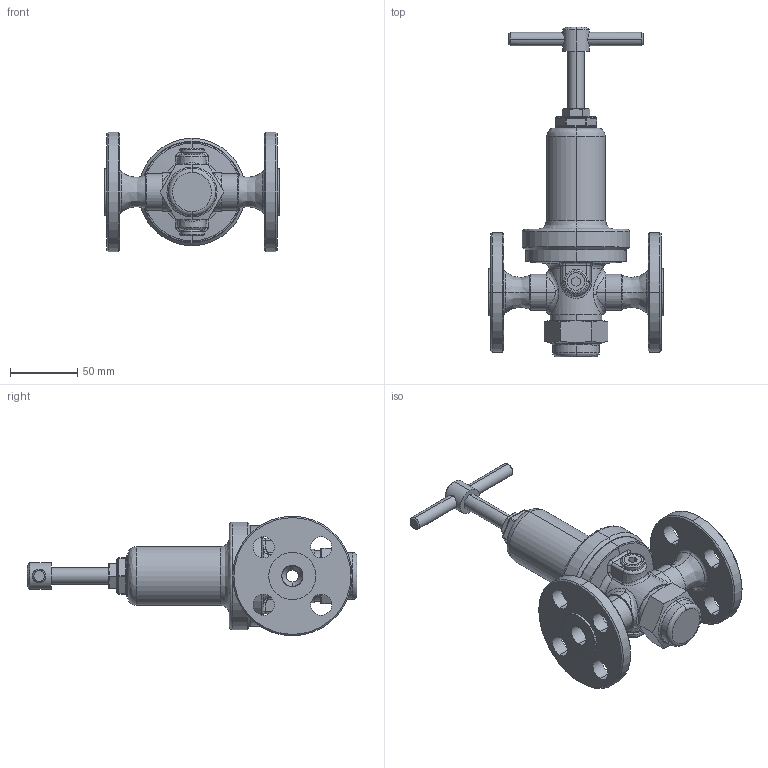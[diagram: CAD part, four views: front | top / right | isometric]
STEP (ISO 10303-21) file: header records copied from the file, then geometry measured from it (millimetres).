
FILE_DESCRIPTION (( 'STEP AP203' ), '1' );
FILE_NAME ('Typ_70-BG_0-A012-SKK-F.STEP', '2021-03-11T06:25:08', ( '' ), ( '' ), 'SwSTEP 2.0', 'SolidWorks 2016', '' );
FILE_SCHEMA (( 'CONFIG_CONTROL_DESIGN' ));
Length unit declared in the file: millimetre
Products named in the file (1): Typ_70-BG_0-A012-SKK-F
Bounding box: 130 x 245.32 x 88.9 mm (x, y, z)
Volume: 268938.5 mm3; surface area: 122474.2 mm2
Topology: 9 solids, 9 shells, 483 faces, 1096 edges, 656 vertices
Faces by surface type: cylinder 156, bspline 110, plane 109, cone 108
Entity records: 21624 total; most frequent: CARTESIAN_POINT 11210, ORIENTED_EDGE 2188, DIRECTION 2132, EDGE_CURVE 1094, AXIS2_PLACEMENT_3D 899, VERTEX_POINT 656, EDGE_LOOP 544, CIRCLE 525
